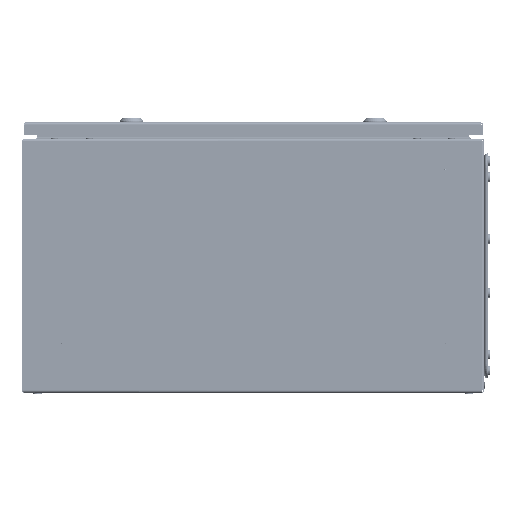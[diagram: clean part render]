
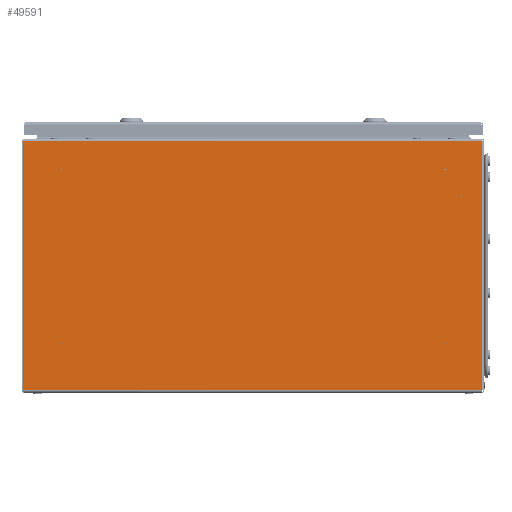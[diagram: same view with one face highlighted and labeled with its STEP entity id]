
A CAD part, left-side view. The second image highlights one B-rep face of the part: STEP entity #49591.
In plain terms, the highlighted planar face has unit normal (-1, 0, 0).
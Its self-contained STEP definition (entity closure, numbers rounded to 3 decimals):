
#546 = EDGE_CURVE ( 'NONE', #94319, #90073, #19466, .T. ) ;
#780 = CARTESIAN_POINT ( 'NONE',  ( -300., -249., 289.6 ) ) ;
#960 = VECTOR ( 'NONE', #6008, 1000. ) ;
#1954 = VECTOR ( 'NONE', #99136, 1000. ) ;
#2000 = EDGE_CURVE ( 'NONE', #18187, #107142, #49248, .T. ) ;
#2479 = CIRCLE ( 'NONE', #61207, 0.883 ) ;
#5017 = EDGE_CURVE ( 'NONE', #36185, #112215, #64888, .T. ) ;
#5104 = CARTESIAN_POINT ( 'NONE',  ( -300., -249., 65.483 ) ) ;
#5726 = CARTESIAN_POINT ( 'NONE',  ( -300., 249., 290.483 ) ) ;
#5887 = CARTESIAN_POINT ( 'NONE',  ( -300., 249., 64.6 ) ) ;
#6008 = DIRECTION ( 'NONE',  ( 0., 0., 1. ) ) ;
#7240 = CARTESIAN_POINT ( 'NONE',  ( -300., -270., 255. ) ) ;
#7512 = CIRCLE ( 'NONE', #26678, 0.883 ) ;
#8120 = VERTEX_POINT ( 'NONE', #73313 ) ;
#9023 = EDGE_CURVE ( 'NONE', #112215, #36185, #95494, .T. ) ;
#9566 = DIRECTION ( 'NONE',  ( -1., 0., 0. ) ) ;
#9589 = CIRCLE ( 'NONE', #32893, 0.883 ) ;
#10103 = ORIENTED_EDGE ( 'NONE', *, *, #33354, .F. ) ;
#11102 = EDGE_CURVE ( 'NONE', #107142, #18187, #9589, .T. ) ;
#12698 = DIRECTION ( 'NONE',  ( 0., 0., -1. ) ) ;
#17015 = AXIS2_PLACEMENT_3D ( 'NONE', #111959, #67704, #42526 ) ;
#18187 = VERTEX_POINT ( 'NONE', #93878 ) ;
#18943 = EDGE_LOOP ( 'NONE', ( #10103, #61171, #105827, #68826 ) ) ;
#19466 = LINE ( 'NONE', #58394, #54906 ) ;
#19691 = VERTEX_POINT ( 'NONE', #66567 ) ;
#20465 = VERTEX_POINT ( 'NONE', #60677 ) ;
#21058 = ORIENTED_EDGE ( 'NONE', *, *, #11102, .F. ) ;
#23453 = DIRECTION ( 'NONE',  ( 0., 0., -1. ) ) ;
#25439 = FACE_OUTER_BOUND ( 'NONE', #18943, .T. ) ;
#26560 = LINE ( 'NONE', #27588, #34776 ) ;
#26678 = AXIS2_PLACEMENT_3D ( 'NONE', #54039, #9566, #79890 ) ;
#26985 = DIRECTION ( 'NONE',  ( 0., 0., -1. ) ) ;
#27588 = CARTESIAN_POINT ( 'NONE',  ( -300., -300., 3.4 ) ) ;
#29281 = EDGE_LOOP ( 'NONE', ( #21058, #37438 ) ) ;
#29302 = CIRCLE ( 'NONE', #50402, 0.883 ) ;
#29509 = CIRCLE ( 'NONE', #17015, 0.883 ) ;
#30261 = VERTEX_POINT ( 'NONE', #85827 ) ;
#30315 = VERTEX_POINT ( 'NONE', #102517 ) ;
#30966 = EDGE_CURVE ( 'NONE', #19691, #90073, #50078, .T. ) ;
#31370 = EDGE_CURVE ( 'NONE', #47089, #8120, #43154, .T. ) ;
#31971 = CARTESIAN_POINT ( 'NONE',  ( -300., 249., 64.6 ) ) ;
#32893 = AXIS2_PLACEMENT_3D ( 'NONE', #32994, #66510, #23453 ) ;
#32994 = CARTESIAN_POINT ( 'NONE',  ( -300., -270., 255. ) ) ;
#33354 = EDGE_CURVE ( 'NONE', #35060, #19691, #26560, .T. ) ;
#34776 = VECTOR ( 'NONE', #45132, 1000. ) ;
#35060 = VERTEX_POINT ( 'NONE', #89308 ) ;
#35772 = DIRECTION ( 'NONE',  ( 0., 0., -1. ) ) ;
#36185 = VERTEX_POINT ( 'NONE', #5726 ) ;
#36561 = ORIENTED_EDGE ( 'NONE', *, *, #94735, .F. ) ;
#37438 = ORIENTED_EDGE ( 'NONE', *, *, #2000, .F. ) ;
#37891 = AXIS2_PLACEMENT_3D ( 'NONE', #104523, #96585, #35772 ) ;
#38322 = CARTESIAN_POINT ( 'NONE',  ( -300., -296.6, 344.992 ) ) ;
#38559 = DIRECTION ( 'NONE',  ( -1., 0., 0. ) ) ;
#40046 = PLANE ( 'NONE',  #68731 ) ;
#41068 = DIRECTION ( 'NONE',  ( 0., 0., -1. ) ) ;
#42526 = DIRECTION ( 'NONE',  ( 0., 0., -1. ) ) ;
#43154 = CIRCLE ( 'NONE', #44527, 0.883 ) ;
#43576 = FACE_BOUND ( 'NONE', #29281, .T. ) ;
#44527 = AXIS2_PLACEMENT_3D ( 'NONE', #5887, #50409, #67528 ) ;
#44556 = ORIENTED_EDGE ( 'NONE', *, *, #100985, .F. ) ;
#45132 = DIRECTION ( 'NONE',  ( 0., 1., 0. ) ) ;
#46844 = ORIENTED_EDGE ( 'NONE', *, *, #75722, .F. ) ;
#47089 = VERTEX_POINT ( 'NONE', #91270 ) ;
#47729 = EDGE_LOOP ( 'NONE', ( #54286, #44556 ) ) ;
#48090 = DIRECTION ( 'NONE',  ( 0., 0., -1. ) ) ;
#48840 = CARTESIAN_POINT ( 'NONE',  ( -300., -300., 326.6 ) ) ;
#49030 = CARTESIAN_POINT ( 'NONE',  ( -300., 298.246, 326.6 ) ) ;
#49248 = CIRCLE ( 'NONE', #68884, 0.883 ) ;
#49591 = ADVANCED_FACE ( 'NONE', ( #43576, #76300, #81671, #73319, #71798, #25439 ), #40046, .F. ) ;
#50078 = LINE ( 'NONE', #49030, #960 ) ;
#50402 = AXIS2_PLACEMENT_3D ( 'NONE', #31971, #92818, #101541 ) ;
#50409 = DIRECTION ( 'NONE',  ( -1., 0., 0. ) ) ;
#54039 = CARTESIAN_POINT ( 'NONE',  ( -300., -249., 64.6 ) ) ;
#54065 = ORIENTED_EDGE ( 'NONE', *, *, #9023, .F. ) ;
#54286 = ORIENTED_EDGE ( 'NONE', *, *, #98487, .F. ) ;
#54906 = VECTOR ( 'NONE', #110713, 1000. ) ;
#55954 = CARTESIAN_POINT ( 'NONE',  ( -300., -269.117, 255. ) ) ;
#56240 = VERTEX_POINT ( 'NONE', #5104 ) ;
#58394 = CARTESIAN_POINT ( 'NONE',  ( -300., -300., 326.6 ) ) ;
#59737 = DIRECTION ( 'NONE',  ( -1., 0., 0. ) ) ;
#60621 = EDGE_LOOP ( 'NONE', ( #73285, #54065 ) ) ;
#60677 = CARTESIAN_POINT ( 'NONE',  ( -300., -249., 63.717 ) ) ;
#61080 = AXIS2_PLACEMENT_3D ( 'NONE', #111270, #59737, #110918 ) ;
#61171 = ORIENTED_EDGE ( 'NONE', *, *, #79878, .F. ) ;
#61207 = AXIS2_PLACEMENT_3D ( 'NONE', #63714, #38559, #12698 ) ;
#61403 = AXIS2_PLACEMENT_3D ( 'NONE', #780, #61648, #26985 ) ;
#61648 = DIRECTION ( 'NONE',  ( -1., 0., 0. ) ) ;
#63095 = CARTESIAN_POINT ( 'NONE',  ( -300., 249., 288.717 ) ) ;
#63714 = CARTESIAN_POINT ( 'NONE',  ( -300., -249., 289.6 ) ) ;
#64888 = CIRCLE ( 'NONE', #61080, 0.883 ) ;
#65311 = ORIENTED_EDGE ( 'NONE', *, *, #78352, .F. ) ;
#66510 = DIRECTION ( 'NONE',  ( -1., 0., 0. ) ) ;
#66567 = CARTESIAN_POINT ( 'NONE',  ( -300., 298.246, 3.4 ) ) ;
#67528 = DIRECTION ( 'NONE',  ( 0., 0., -1. ) ) ;
#67704 = DIRECTION ( 'NONE',  ( -1., 0., 0. ) ) ;
#68731 = AXIS2_PLACEMENT_3D ( 'NONE', #48840, #75835, #48090 ) ;
#68826 = ORIENTED_EDGE ( 'NONE', *, *, #30966, .F. ) ;
#68884 = AXIS2_PLACEMENT_3D ( 'NONE', #7240, #102658, #41068 ) ;
#71798 = FACE_BOUND ( 'NONE', #60621, .T. ) ;
#72656 = EDGE_LOOP ( 'NONE', ( #46844, #36561 ) ) ;
#73285 = ORIENTED_EDGE ( 'NONE', *, *, #5017, .F. ) ;
#73313 = CARTESIAN_POINT ( 'NONE',  ( -300., 249., 65.483 ) ) ;
#73319 = FACE_BOUND ( 'NONE', #87350, .T. ) ;
#75479 = CIRCLE ( 'NONE', #61403, 0.883 ) ;
#75722 = EDGE_CURVE ( 'NONE', #30261, #30315, #2479, .T. ) ;
#75835 = DIRECTION ( 'NONE',  ( 1., 0., 0. ) ) ;
#76300 = FACE_BOUND ( 'NONE', #47729, .T. ) ;
#78352 = EDGE_CURVE ( 'NONE', #8120, #47089, #29302, .T. ) ;
#79878 = EDGE_CURVE ( 'NONE', #94319, #35060, #111969, .T. ) ;
#79890 = DIRECTION ( 'NONE',  ( 0., 0., -1. ) ) ;
#81497 = ORIENTED_EDGE ( 'NONE', *, *, #31370, .F. ) ;
#81671 = FACE_BOUND ( 'NONE', #72656, .T. ) ;
#82228 = CARTESIAN_POINT ( 'NONE',  ( -300., 298.246, 326.6 ) ) ;
#85827 = CARTESIAN_POINT ( 'NONE',  ( -300., -249., 290.483 ) ) ;
#87350 = EDGE_LOOP ( 'NONE', ( #65311, #81497 ) ) ;
#89308 = CARTESIAN_POINT ( 'NONE',  ( -300., -296.6, 3.4 ) ) ;
#90073 = VERTEX_POINT ( 'NONE', #82228 ) ;
#91270 = CARTESIAN_POINT ( 'NONE',  ( -300., 249., 63.717 ) ) ;
#92818 = DIRECTION ( 'NONE',  ( -1., 0., 0. ) ) ;
#93878 = CARTESIAN_POINT ( 'NONE',  ( -300., -270.883, 255. ) ) ;
#94319 = VERTEX_POINT ( 'NONE', #112323 ) ;
#94735 = EDGE_CURVE ( 'NONE', #30315, #30261, #75479, .T. ) ;
#95494 = CIRCLE ( 'NONE', #37891, 0.883 ) ;
#96585 = DIRECTION ( 'NONE',  ( -1., 0., 0. ) ) ;
#98487 = EDGE_CURVE ( 'NONE', #56240, #20465, #29509, .T. ) ;
#99136 = DIRECTION ( 'NONE',  ( 0., 0., -1. ) ) ;
#100985 = EDGE_CURVE ( 'NONE', #20465, #56240, #7512, .T. ) ;
#101541 = DIRECTION ( 'NONE',  ( 0., 0., -1. ) ) ;
#102517 = CARTESIAN_POINT ( 'NONE',  ( -300., -249., 288.717 ) ) ;
#102658 = DIRECTION ( 'NONE',  ( -1., 0., 0. ) ) ;
#104523 = CARTESIAN_POINT ( 'NONE',  ( -300., 249., 289.6 ) ) ;
#105827 = ORIENTED_EDGE ( 'NONE', *, *, #546, .T. ) ;
#107142 = VERTEX_POINT ( 'NONE', #55954 ) ;
#110713 = DIRECTION ( 'NONE',  ( 0., 1., 0. ) ) ;
#110918 = DIRECTION ( 'NONE',  ( 0., 0., -1. ) ) ;
#111270 = CARTESIAN_POINT ( 'NONE',  ( -300., 249., 289.6 ) ) ;
#111959 = CARTESIAN_POINT ( 'NONE',  ( -300., -249., 64.6 ) ) ;
#111969 = LINE ( 'NONE', #38322, #1954 ) ;
#112215 = VERTEX_POINT ( 'NONE', #63095 ) ;
#112323 = CARTESIAN_POINT ( 'NONE',  ( -300., -296.6, 326.6 ) ) ;
